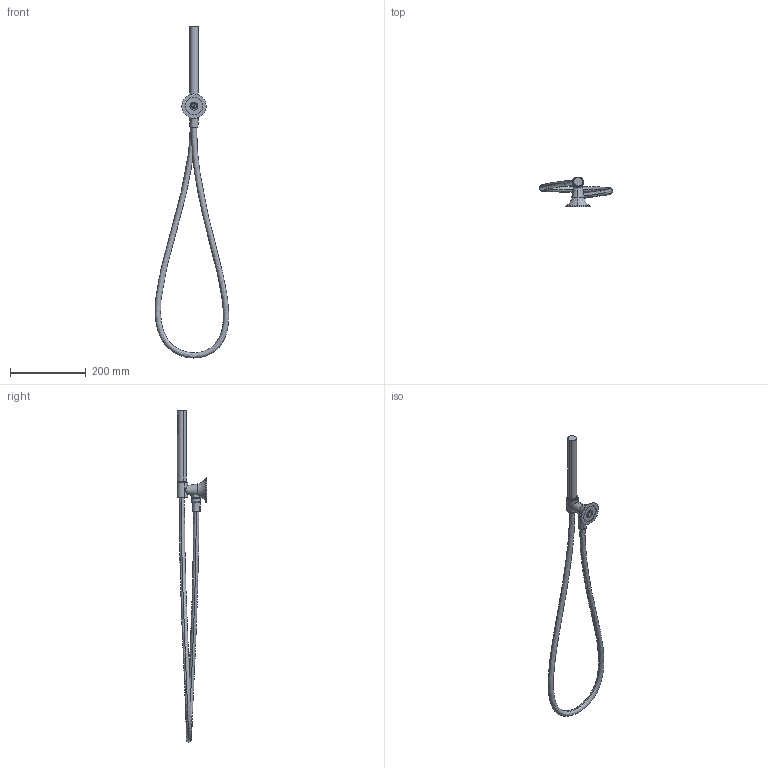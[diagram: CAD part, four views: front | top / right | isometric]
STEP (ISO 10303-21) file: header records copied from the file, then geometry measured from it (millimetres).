
FILE_DESCRIPTION(('CATIA V5 STEP Exchange'),'2;1');
FILE_NAME('VI 00303 3 Presa acqua con doccetta.stp','2018-11-19T09:06:04+00:00',('none'),('none'),'Version 5-6 Release 2013','CATIA V5 STEP AP203','none');
FILE_SCHEMA(('CONFIG_CONTROL_DESIGN'));
Length unit declared in the file: millimetre
Products named in the file (1): VI 00303 3
Bounding box: 193.76 x 77.82 x 875.78 mm (x, y, z)
Volume: 367737 mm3; surface area: 106005.9 mm2
Topology: 3 solids, 6 shells, 570 faces, 1240 edges, 812 vertices
Faces by surface type: cylinder 319, plane 185, cone 39, torus 25, bspline 2
Entity records: 15480 total; most frequent: CARTESIAN_POINT 4578, ORIENTED_EDGE 2468, DIRECTION 1554, EDGE_CURVE 1234, AXIS2_PLACEMENT_3D 899, VERTEX_POINT 812, EDGE_LOOP 714, CIRCLE 652
